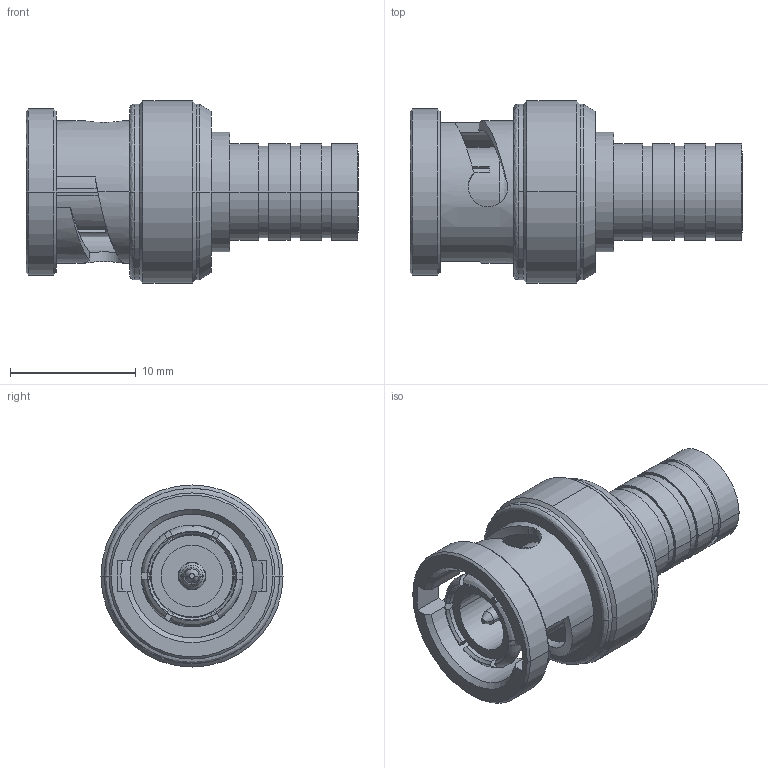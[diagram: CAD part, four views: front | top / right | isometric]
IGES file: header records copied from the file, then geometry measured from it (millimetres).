
Start section:  PTC IGES file: 31-5556-RFX.igs
Global section: file name: 31-5556-RFX.igs; native system: Pro/ENGINEER by Parametric Technology Corporation; preprocessor: 2010160; author: Admin; organization: Unknown; date: 20101230.154255; units: millimetre
Bounding box: 26.39 x 14.48 x 14.48 mm (x, y, z)
Surface area: 2613.1 mm2 (no closed solid volume)
Topology: 0 solids, 0 shells, 132 faces, 658 edges, 658 vertices
Faces by surface type: revolution 92, bspline 40
